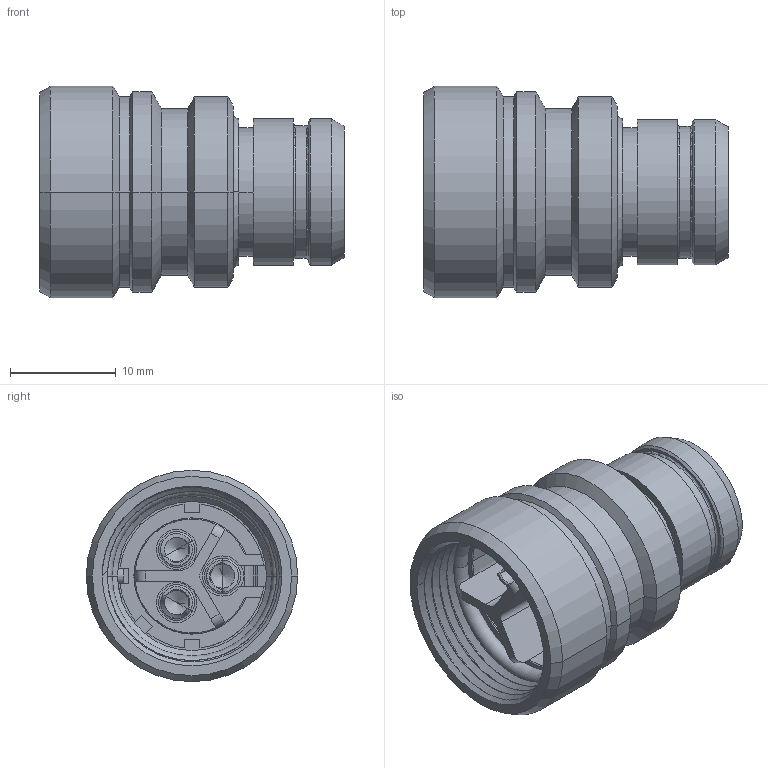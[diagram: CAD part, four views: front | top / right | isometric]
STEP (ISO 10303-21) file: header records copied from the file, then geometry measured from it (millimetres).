
FILE_DESCRIPTION((''),'2;1');
FILE_NAME('1331P103MZ','2024-07-17T12:01:22',('paultorloting'),('NET AG system integration'),'CREO PARAMETRIC BY PTC INC, 2021404','CREO PARAMETRIC BY PTC INC, 2021404','');
FILE_SCHEMA(('AUTOMOTIVE_DESIGN { 1 0 10303 214 1 1 1 1 }'));
Length unit declared in the file: millimetre
Products named in the file (1): 1331P103MZ
Bounding box: 28.8 x 20 x 20 mm (x, y, z)
Volume: 3928.3 mm3; surface area: 5178.2 mm2
Topology: 1 solids, 1 shells, 311 faces, 802 edges, 499 vertices
Faces by surface type: plane 128, cylinder 100, cone 45, torus 28, sphere 6, bspline 4
Entity records: 13622 total; most frequent: CARTESIAN_POINT 3729, DIRECTION 1581, ORIENTED_EDGE 1580, EDGE_CURVE 790, AXIS2_PLACEMENT_3D 570, VERTEX_POINT 499, VECTOR 438, LINE 438
